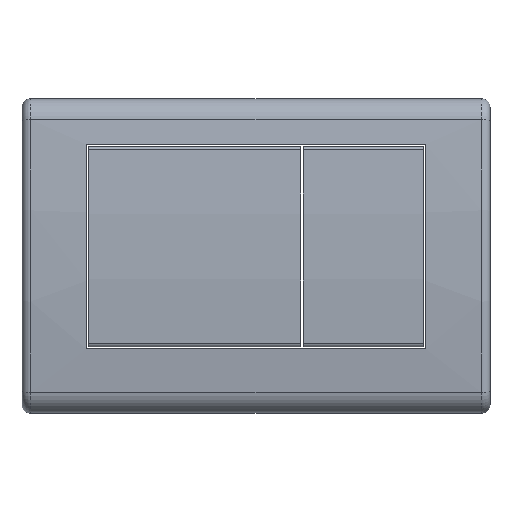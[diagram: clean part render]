
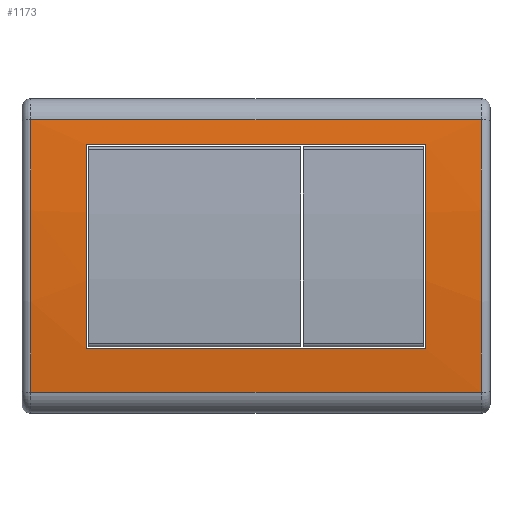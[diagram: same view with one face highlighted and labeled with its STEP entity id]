
A CAD part, top view. The second image highlights one B-rep face of the part: STEP entity #1173.
In plain terms, the highlighted cylindrical face has radius 500 mm (diameter 1000 mm), a partial arc.
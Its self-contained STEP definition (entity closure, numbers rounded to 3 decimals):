
#409=CARTESIAN_POINT('',(103.,0.,-485.));
#410=DIRECTION('',(1.,0.,0.));
#411=DIRECTION('',(0.,0.125,0.992));
#412=AXIS2_PLACEMENT_3D('',#409,#410,#411);
#417=DIRECTION('',(-1.,0.,0.));
#418=VECTOR('',#417,206.);
#419=CARTESIAN_POINT('',(103.,-62.372,11.094));
#420=LINE('1463',#419,#418);
#424=CARTESIAN_POINT('',(-103.,0.,-485.));
#425=DIRECTION('',(-1.,0.,0.));
#426=DIRECTION('',(0.,-0.125,0.992));
#427=AXIS2_PLACEMENT_3D('',#424,#425,#426);
#432=DIRECTION('',(-1.,0.,0.));
#433=VECTOR('',#432,206.);
#434=CARTESIAN_POINT('',(103.,62.372,11.094));
#435=LINE('1465',#434,#433);
#439=DIRECTION('',(1.,0.,0.));
#440=VECTOR('',#439,155.2);
#441=CARTESIAN_POINT('',(-77.6,51.,12.392));
#442=LINE('127',#441,#440);
#446=CARTESIAN_POINT('',(-77.6,0.,-485.));
#447=DIRECTION('',(1.,0.,0.));
#448=DIRECTION('',(0.,0.102,0.995));
#449=AXIS2_PLACEMENT_3D('',#446,#447,#448);
#454=DIRECTION('',(1.,0.,0.));
#455=VECTOR('',#454,155.2);
#456=CARTESIAN_POINT('',(-77.6,-42.5,13.19));
#457=LINE('129',#456,#455);
#461=CARTESIAN_POINT('',(77.6,0.,-485.));
#462=DIRECTION('',(1.,0.,0.));
#463=DIRECTION('',(0.,0.102,0.995));
#464=AXIS2_PLACEMENT_3D('',#461,#462,#463);
#807=CARTESIAN_POINT('',(-77.6,51.,12.392));
#808=CARTESIAN_POINT('',(77.6,51.,12.392));
#809=VERTEX_POINT('',#807);
#810=VERTEX_POINT('',#808);
#811=CARTESIAN_POINT('',(-77.6,-42.5,13.19));
#812=VERTEX_POINT('',#811);
#813=CARTESIAN_POINT('',(77.6,-42.5,13.19));
#814=VERTEX_POINT('',#813);
#849=CARTESIAN_POINT('',(103.,-62.372,11.094));
#850=VERTEX_POINT('',#849);
#853=CARTESIAN_POINT('',(103.,62.372,11.094));
#854=VERTEX_POINT('',#853);
#873=CARTESIAN_POINT('',(-103.,62.372,11.094));
#874=VERTEX_POINT('',#873);
#877=CARTESIAN_POINT('',(-103.,-62.372,11.094));
#878=VERTEX_POINT('',#877);
#1151=CARTESIAN_POINT('',(-107.,0.,-485.));
#1152=DIRECTION('',(1.,0.,0.));
#1153=DIRECTION('',(0.,0.,-1.));
#1154=AXIS2_PLACEMENT_3D('',#1151,#1152,#1153);
#1155=CYLINDRICAL_SURFACE('86',#1154,500.);
#1157=ORIENTED_EDGE('1440',*,*,#1156,.T.);
#1158=ORIENTED_EDGE('1463',*,*,#1146,.T.);
#1159=ORIENTED_EDGE('1452',*,*,#1058,.T.);
#1160=ORIENTED_EDGE('1465',*,*,#1084,.F.);
#1161=EDGE_LOOP('86',(#1157,#1158,#1159,#1160));
#1162=FACE_OUTER_BOUND('86',#1161,.F.);
#1164=ORIENTED_EDGE('127',*,*,#1163,.F.);
#1166=ORIENTED_EDGE('128',*,*,#1165,.T.);
#1168=ORIENTED_EDGE('129',*,*,#1167,.T.);
#1170=ORIENTED_EDGE('130',*,*,#1169,.F.);
#1171=EDGE_LOOP('86',(#1164,#1166,#1168,#1170));
#1172=FACE_BOUND('86',#1171,.F.);
#1173=ADVANCED_FACE('86',(#1162,#1172),#1155,.T.);
#413=CIRCLE('1440',#412,500.);
#428=CIRCLE('1452',#427,500.);
#450=CIRCLE('128',#449,500.);
#465=CIRCLE('130',#464,500.);
#1058=EDGE_CURVE('1452',#878,#874,#428,.T.);
#1084=EDGE_CURVE('1465',#854,#874,#435,.T.);
#1146=EDGE_CURVE('1463',#850,#878,#420,.T.);
#1156=EDGE_CURVE('1440',#854,#850,#413,.T.);
#1163=EDGE_CURVE('127',#809,#810,#442,.T.);
#1165=EDGE_CURVE('128',#809,#812,#450,.T.);
#1167=EDGE_CURVE('129',#812,#814,#457,.T.);
#1169=EDGE_CURVE('130',#810,#814,#465,.T.);
